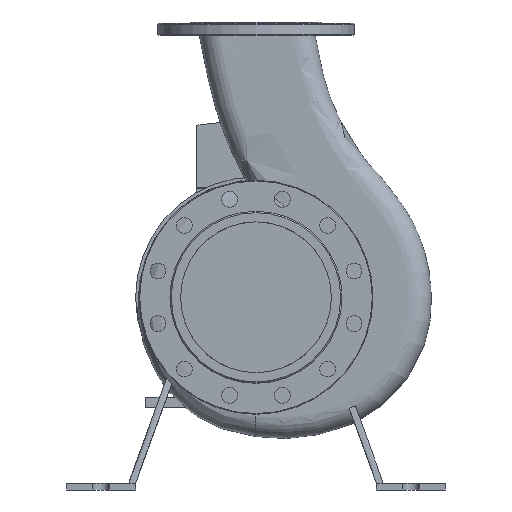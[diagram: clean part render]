
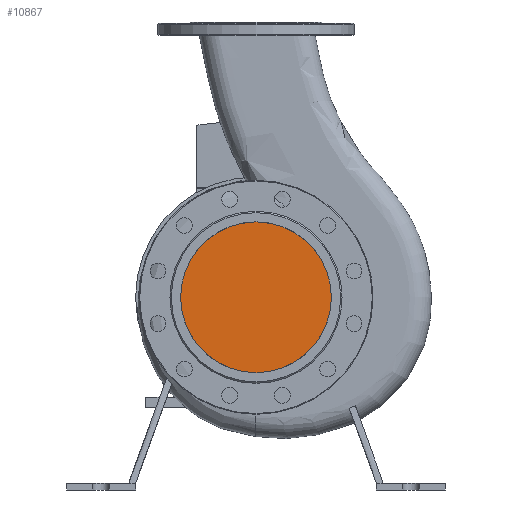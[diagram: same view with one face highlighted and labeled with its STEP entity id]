
A CAD part, left-side view. The second image highlights one B-rep face of the part: STEP entity #10867.
In plain terms, the highlighted planar face has unit normal (-1, 0, 0).
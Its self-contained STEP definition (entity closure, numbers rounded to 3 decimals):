
#490=CIRCLE('',#11613,109.55);
#964=PLANE('',#11612);
#1438=FACE_OUTER_BOUND('',#2204,.T.);
#2204=EDGE_LOOP('',(#8436));
#5174=VERTEX_POINT('',#17307);
#6376=EDGE_CURVE('',#5174,#5174,#490,.T.);
#8436=ORIENTED_EDGE('',*,*,#6376,.T.);
#10867=ADVANCED_FACE('',(#1438),#964,.F.);
#11612=AXIS2_PLACEMENT_3D('',#17306,#13338,#13339);
#11613=AXIS2_PLACEMENT_3D('',#17308,#13340,#13341);
#13338=DIRECTION('center_axis',(1.,0.,0.));
#13339=DIRECTION('ref_axis',(0.,0.,1.));
#13340=DIRECTION('center_axis',(-1.,0.,0.));
#13341=DIRECTION('ref_axis',(0.,-1.,0.));
#17306=CARTESIAN_POINT('Origin',(-150.,-54.775,280.));
#17307=CARTESIAN_POINT('',(-150.,-109.55,280.));
#17308=CARTESIAN_POINT('Origin',(-150.,0.,
280.));
